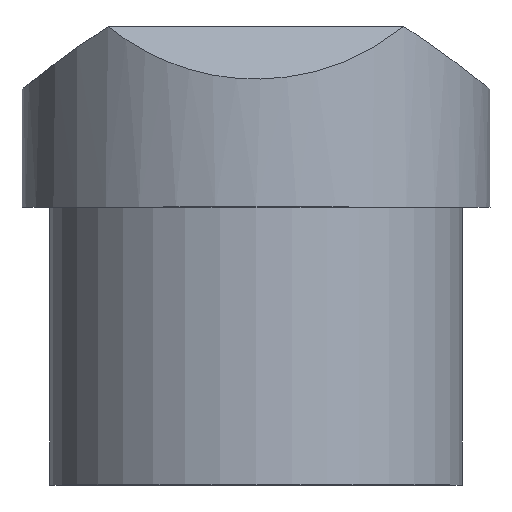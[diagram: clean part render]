
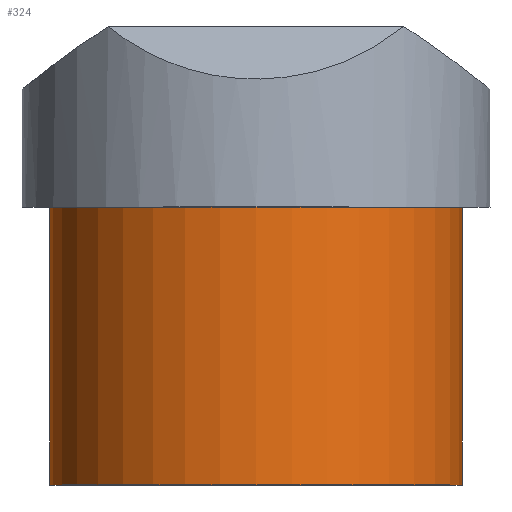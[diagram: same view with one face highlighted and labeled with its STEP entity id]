
A CAD part, top view. The second image highlights one B-rep face of the part: STEP entity #324.
In plain terms, the highlighted cylindrical face has radius 14.85 mm (diameter 29.7 mm), a full revolution.
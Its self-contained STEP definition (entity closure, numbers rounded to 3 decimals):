
#38=CIRCLE('',#376,14.85);
#41=CIRCLE('',#382,14.85);
#51=CYLINDRICAL_SURFACE('',#381,14.85);
#70=FACE_OUTER_BOUND('',#94,.T.);
#94=EDGE_LOOP('',(#290,#291,#292,#293));
#117=LINE('',#645,#138);
#138=VECTOR('',#472,14.85);
#163=VERTEX_POINT('',#634);
#166=VERTEX_POINT('',#644);
#204=EDGE_CURVE('',#163,#163,#38,.T.);
#208=EDGE_CURVE('',#163,#166,#117,.T.);
#209=EDGE_CURVE('',#166,#166,#41,.T.);
#290=ORIENTED_EDGE('',*,*,#204,.F.);
#291=ORIENTED_EDGE('',*,*,#208,.T.);
#292=ORIENTED_EDGE('',*,*,#209,.T.);
#293=ORIENTED_EDGE('',*,*,#208,.F.);
#324=ADVANCED_FACE('',(#70),#51,.T.);
#376=AXIS2_PLACEMENT_3D('',#635,#459,#460);
#381=AXIS2_PLACEMENT_3D('',#643,#470,#471);
#382=AXIS2_PLACEMENT_3D('',#646,#473,#474);
#459=DIRECTION('center_axis',(0.,1.,0.));
#460=DIRECTION('ref_axis',(-1.,0.,0.));
#470=DIRECTION('center_axis',(0.,1.,0.));
#471=DIRECTION('ref_axis',(-1.,0.,0.));
#472=DIRECTION('',(0.,-1.,0.));
#473=DIRECTION('center_axis',(0.,1.,0.));
#474=DIRECTION('ref_axis',(-1.,0.,0.));
#634=CARTESIAN_POINT('',(14.85,20.,0.));
#635=CARTESIAN_POINT('Origin',(0.,20.,0.));
#643=CARTESIAN_POINT('Origin',(0.,0.,0.));
#644=CARTESIAN_POINT('',(14.85,0.,0.));
#645=CARTESIAN_POINT('',(14.85,0.,0.));
#646=CARTESIAN_POINT('Origin',(0.,0.,0.));
